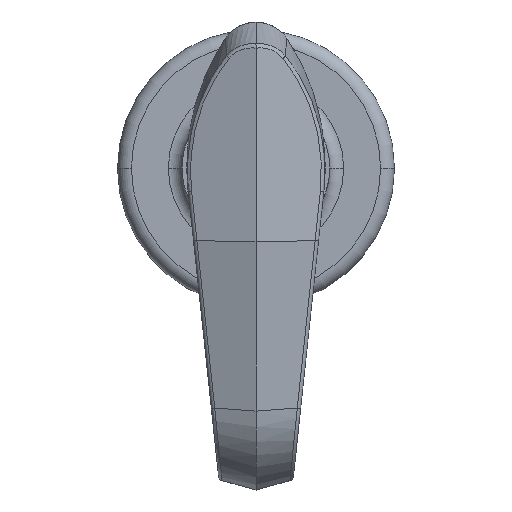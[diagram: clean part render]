
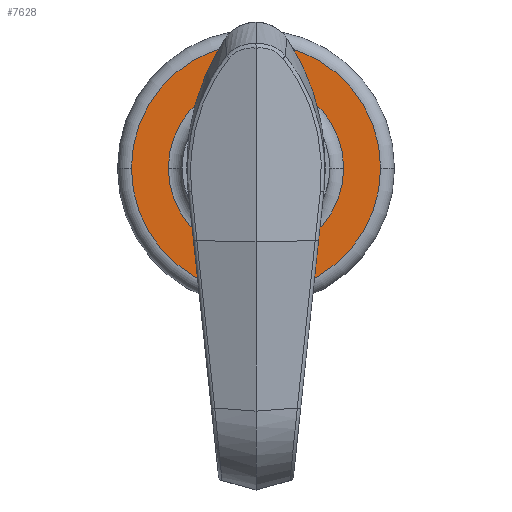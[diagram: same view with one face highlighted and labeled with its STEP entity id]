
A CAD part, top view. The second image highlights one B-rep face of the part: STEP entity #7628.
In plain terms, the highlighted planar face has unit normal (0, 0, 1).
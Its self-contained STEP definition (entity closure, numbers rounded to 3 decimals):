
#675 = AXIS2_PLACEMENT_3D ( 'NONE', #2205, #2206, #2207 ) ;
#679 = AXIS2_PLACEMENT_3D ( 'NONE', #2217, #2218, #2219 ) ;
#2090 = ORIENTED_EDGE ( 'NONE', *, *, #6634, .T. ) ;
#2091 = ORIENTED_EDGE ( 'NONE', *, *, #7382, .T. ) ;
#2092 = ORIENTED_EDGE ( 'NONE', *, *, #6635, .T. ) ;
#2093 = ORIENTED_EDGE ( 'NONE', *, *, #7378, .T. ) ;
#2205 = CARTESIAN_POINT ( 'NONE',  ( 0., 0., 5. ) ) ;
#2206 = DIRECTION ( 'NONE',  ( 0., 0., 1. ) ) ;
#2207 = DIRECTION ( 'NONE',  ( -1., 0., 0. ) ) ;
#2217 = CARTESIAN_POINT ( 'NONE',  ( 0., 0., 5. ) ) ;
#2218 = DIRECTION ( 'NONE',  ( 0., 0., -1. ) ) ;
#2219 = DIRECTION ( 'NONE',  ( -1., 0., 0. ) ) ;
#3956 = EDGE_LOOP ( 'NONE', ( #2090, #2091 ) ) ;
#4383 = CIRCLE ( 'NONE', #679, 19. ) ;
#4573 = FACE_BOUND ( 'NONE', #3956, .T. ) ;
#4576 = FACE_OUTER_BOUND ( 'NONE', #6446, .T. ) ;
#5399 = CARTESIAN_POINT ( 'NONE',  ( 0., 16., 5. ) ) ;
#5406 = PLANE ( 'NONE',  #5873 ) ;
#5408 = DIRECTION ( 'NONE',  ( 0., 0., -1. ) ) ;
#5409 = DIRECTION ( 'NONE',  ( -1., 0., 0. ) ) ;
#5618 = CARTESIAN_POINT ( 'NONE',  ( 19., 0., 5. ) ) ;
#5652 = CARTESIAN_POINT ( 'NONE',  ( -27., 0., 5. ) ) ;
#5654 = CARTESIAN_POINT ( 'NONE',  ( -19., 0., 5. ) ) ;
#5657 = CARTESIAN_POINT ( 'NONE',  ( 27., 0., 5. ) ) ;
#5873 = AXIS2_PLACEMENT_3D ( 'NONE', #5399, #5408, #5409 ) ;
#6446 = EDGE_LOOP ( 'NONE', ( #2092, #2093 ) ) ;
#6454 = VERTEX_POINT ( 'NONE', #5657 ) ;
#6457 = VERTEX_POINT ( 'NONE', #5654 ) ;
#6459 = VERTEX_POINT ( 'NONE', #5652 ) ;
#6493 = VERTEX_POINT ( 'NONE', #5618 ) ;
#6634 = EDGE_CURVE ( 'NONE', #6457, #6493, #8424, .T. ) ;
#6635 = EDGE_CURVE ( 'NONE', #6459, #6454, #8423, .T. ) ;
#7378 = EDGE_CURVE ( 'NONE', #6454, #6459, #8816, .T. ) ;
#7382 = EDGE_CURVE ( 'NONE', #6493, #6457, #4383, .T. ) ;
#7417 = CARTESIAN_POINT ( 'NONE',  ( 0., 0., 5. ) ) ;
#7418 = DIRECTION ( 'NONE',  ( 0., 0., -1. ) ) ;
#7419 = DIRECTION ( 'NONE',  ( -1., 0., 0. ) ) ;
#7420 = CARTESIAN_POINT ( 'NONE',  ( 0., 0., 5. ) ) ;
#7421 = DIRECTION ( 'NONE',  ( 0., 0., 1. ) ) ;
#7422 = DIRECTION ( 'NONE',  ( -1., 0., 0. ) ) ;
#7628 = ADVANCED_FACE ( 'NONE', ( #4573, #4576 ), #5406, .F. ) ;
#8423 = CIRCLE ( 'NONE', #8893, 27. ) ;
#8424 = CIRCLE ( 'NONE', #8892, 19. ) ;
#8816 = CIRCLE ( 'NONE', #675, 27. ) ;
#8892 = AXIS2_PLACEMENT_3D ( 'NONE', #7417, #7418, #7419 ) ;
#8893 = AXIS2_PLACEMENT_3D ( 'NONE', #7420, #7421, #7422 ) ;
